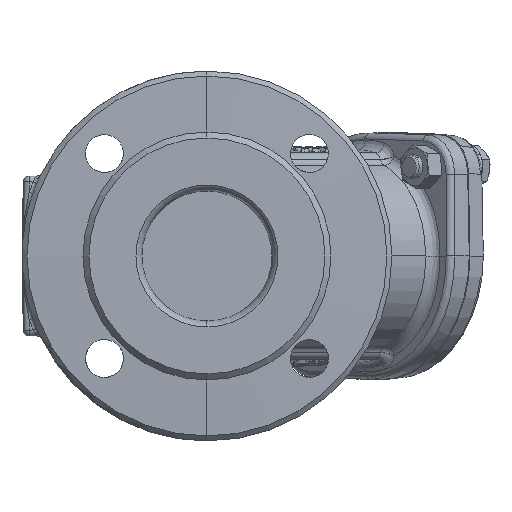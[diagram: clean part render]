
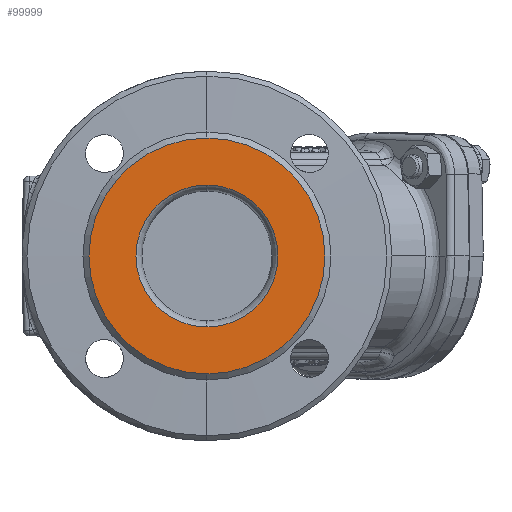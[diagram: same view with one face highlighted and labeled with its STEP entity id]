
A CAD part, front view. The second image highlights one B-rep face of the part: STEP entity #99999.
In plain terms, the highlighted planar face has unit normal (0, -1, 0).
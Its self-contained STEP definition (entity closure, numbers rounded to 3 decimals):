
#112 = VERTEX_POINT ( 'NONE', #80750 ) ;
#2256 = CARTESIAN_POINT ( 'NONE',  ( 0., -120., -59. ) ) ;
#5148 = DIRECTION ( 'NONE',  ( 0., 1., 0. ) ) ;
#6712 = DIRECTION ( 'NONE',  ( 0., 1., 0. ) ) ;
#7079 = PLANE ( 'NONE',  #21292 ) ;
#17488 = ORIENTED_EDGE ( 'NONE', *, *, #58829, .T. ) ;
#20179 = CARTESIAN_POINT ( 'NONE',  ( 0., -120., 0. ) ) ;
#21292 = AXIS2_PLACEMENT_3D ( 'NONE', #50653, #6712, #23835 ) ;
#22959 = VERTEX_POINT ( 'NONE', #108262 ) ;
#23009 = ORIENTED_EDGE ( 'NONE', *, *, #23108, .F. ) ;
#23108 = EDGE_CURVE ( 'NONE', #22959, #69254, #27116, .T. ) ;
#23835 = DIRECTION ( 'NONE',  ( 0., 0., 1. ) ) ;
#24010 = CARTESIAN_POINT ( 'NONE',  ( 0., -120., 0. ) ) ;
#27116 = CIRCLE ( 'NONE', #94152, 59. ) ;
#28110 = EDGE_LOOP ( 'NONE', ( #17488, #101606 ) ) ;
#37227 = EDGE_CURVE ( 'NONE', #112, #100673, #110099, .T. ) ;
#38955 = DIRECTION ( 'NONE',  ( 0., 0., 1. ) ) ;
#41859 = FACE_BOUND ( 'NONE', #28110, .T. ) ;
#43034 = CARTESIAN_POINT ( 'NONE',  ( 0., -120., 0. ) ) ;
#48338 = CARTESIAN_POINT ( 'NONE',  ( 0., -120., 35.5 ) ) ;
#48849 = CIRCLE ( 'NONE', #109750, 59. ) ;
#50653 = CARTESIAN_POINT ( 'NONE',  ( 59., -120., 0. ) ) ;
#52107 = AXIS2_PLACEMENT_3D ( 'NONE', #20179, #72770, #89486 ) ;
#52752 = AXIS2_PLACEMENT_3D ( 'NONE', #24010, #84213, #100536 ) ;
#57061 = CARTESIAN_POINT ( 'NONE',  ( 0., -120., 0. ) ) ;
#58829 = EDGE_CURVE ( 'NONE', #100673, #112, #107498, .T. ) ;
#59391 = FACE_OUTER_BOUND ( 'NONE', #96593, .T. ) ;
#68740 = DIRECTION ( 'NONE',  ( 0., 0., 1. ) ) ;
#69254 = VERTEX_POINT ( 'NONE', #2256 ) ;
#72770 = DIRECTION ( 'NONE',  ( 0., 1., 0. ) ) ;
#75244 = ORIENTED_EDGE ( 'NONE', *, *, #91945, .F. ) ;
#80750 = CARTESIAN_POINT ( 'NONE',  ( 0., -120., -35.5 ) ) ;
#84213 = DIRECTION ( 'NONE',  ( 0., 1., 0. ) ) ;
#89486 = DIRECTION ( 'NONE',  ( 0., 0., 1. ) ) ;
#91945 = EDGE_CURVE ( 'NONE', #69254, #22959, #48849, .T. ) ;
#94152 = AXIS2_PLACEMENT_3D ( 'NONE', #43034, #102867, #68740 ) ;
#96593 = EDGE_LOOP ( 'NONE', ( #23009, #75244 ) ) ;
#99999 = ADVANCED_FACE ( 'NONE', ( #59391, #41859 ), #7079, .F. ) ;
#100536 = DIRECTION ( 'NONE',  ( 0., 0., 1. ) ) ;
#100673 = VERTEX_POINT ( 'NONE', #48338 ) ;
#101606 = ORIENTED_EDGE ( 'NONE', *, *, #37227, .T. ) ;
#102867 = DIRECTION ( 'NONE',  ( 0., 1., 0. ) ) ;
#107498 = CIRCLE ( 'NONE', #52752, 35.5 ) ;
#108262 = CARTESIAN_POINT ( 'NONE',  ( 0., -120., 59. ) ) ;
#109750 = AXIS2_PLACEMENT_3D ( 'NONE', #57061, #5148, #38955 ) ;
#110099 = CIRCLE ( 'NONE', #52107, 35.5 ) ;
